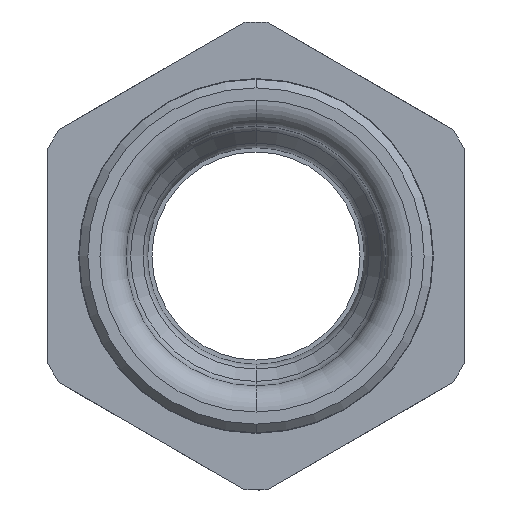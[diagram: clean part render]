
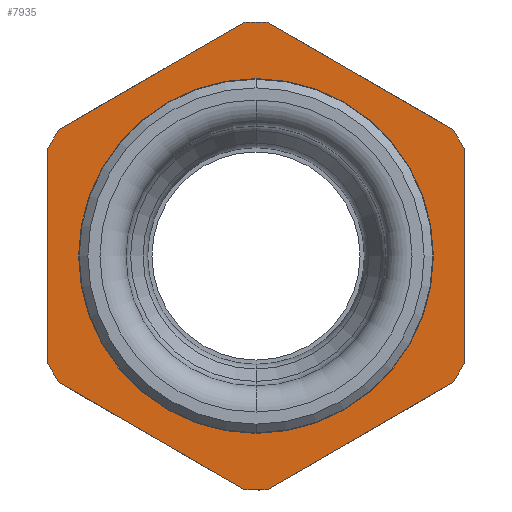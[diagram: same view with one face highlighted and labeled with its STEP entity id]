
A CAD part, front view. The second image highlights one B-rep face of the part: STEP entity #7935.
In plain terms, the highlighted planar face has unit normal (0, -1, 0).
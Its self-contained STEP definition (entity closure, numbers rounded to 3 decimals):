
#47 = ORIENTED_EDGE ( 'NONE', *, *, #8976, .F. ) ;
#121 = EDGE_CURVE ( 'NONE', #470, #17979, #18963, .T. ) ;
#377 = DIRECTION ( 'NONE',  ( 0., 0., 1. ) ) ;
#399 = AXIS2_PLACEMENT_3D ( 'NONE', #18656, #9076, #20252 ) ;
#449 = CARTESIAN_POINT ( 'NONE',  ( 0.644, -6.75, 13.485 ) ) ;
#459 = EDGE_LOOP ( 'NONE', ( #787, #47 ) ) ;
#468 = VERTEX_POINT ( 'NONE', #3572 ) ;
#470 = VERTEX_POINT ( 'NONE', #16424 ) ;
#486 = EDGE_CURVE ( 'NONE', #19969, #8078, #9234, .T. ) ;
#512 = CARTESIAN_POINT ( 'NONE',  ( 0., -6.75, 0. ) ) ;
#556 = DIRECTION ( 'NONE',  ( 0., 0., -1. ) ) ;
#751 = DIRECTION ( 'NONE',  ( 0., 0., -1. ) ) ;
#787 = ORIENTED_EDGE ( 'NONE', *, *, #486, .F. ) ;
#873 = CARTESIAN_POINT ( 'NONE',  ( 0.644, -6.75, -13.485 ) ) ;
#1048 = ORIENTED_EDGE ( 'NONE', *, *, #8162, .F. ) ;
#1397 = CARTESIAN_POINT ( 'NONE',  ( 12., -6.75, 6.928 ) ) ;
#1469 = EDGE_CURVE ( 'NONE', #16297, #12452, #15456, .T. ) ;
#1473 = AXIS2_PLACEMENT_3D ( 'NONE', #15760, #6214, #17374 ) ;
#1767 = CARTESIAN_POINT ( 'NONE',  ( 0., -6.75, 13.856 ) ) ;
#2067 = DIRECTION ( 'NONE',  ( 0., 0., 1. ) ) ;
#2099 = FACE_BOUND ( 'NONE', #459, .T. ) ;
#2114 = DIRECTION ( 'NONE',  ( 0., 0., -1. ) ) ;
#2118 = CIRCLE ( 'NONE', #18224, 13.5 ) ;
#2656 = CIRCLE ( 'NONE', #16858, 13.5 ) ;
#2934 = DIRECTION ( 'NONE',  ( 0., 0., -1. ) ) ;
#2967 = ORIENTED_EDGE ( 'NONE', *, *, #8134, .F. ) ;
#3082 = CARTESIAN_POINT ( 'NONE',  ( 0., -6.75, 0. ) ) ;
#3084 = CIRCLE ( 'NONE', #5130, 13.5 ) ;
#3506 = EDGE_CURVE ( 'NONE', #14405, #4858, #5686, .T. ) ;
#3527 = CARTESIAN_POINT ( 'NONE',  ( 0., -6.75, 0. ) ) ;
#3572 = CARTESIAN_POINT ( 'NONE',  ( -12., -6.75, 6.185 ) ) ;
#4601 = DIRECTION ( 'NONE',  ( 0., 0., 1. ) ) ;
#4613 = CARTESIAN_POINT ( 'NONE',  ( 11.356, -6.75, 7.3 ) ) ;
#4700 = DIRECTION ( 'NONE',  ( 0., 0., 1. ) ) ;
#4760 = ORIENTED_EDGE ( 'NONE', *, *, #10655, .F. ) ;
#4858 = VERTEX_POINT ( 'NONE', #4613 ) ;
#5130 = AXIS2_PLACEMENT_3D ( 'NONE', #16388, #6853, #18027 ) ;
#5191 = EDGE_CURVE ( 'NONE', #15490, #12901, #2656, .T. ) ;
#5371 = AXIS2_PLACEMENT_3D ( 'NONE', #19702, #10120, #556 ) ;
#5488 = CARTESIAN_POINT ( 'NONE',  ( 0., -6.75, -13.856 ) ) ;
#5686 = LINE ( 'NONE', #1767, #17932 ) ;
#6214 = DIRECTION ( 'NONE',  ( 0., 1., 0. ) ) ;
#6275 = ORIENTED_EDGE ( 'NONE', *, *, #12904, .F. ) ;
#6382 = CARTESIAN_POINT ( 'NONE',  ( 12., -6.75, 6.185 ) ) ;
#6394 = EDGE_CURVE ( 'NONE', #17979, #16297, #2118, .T. ) ;
#6849 = ORIENTED_EDGE ( 'NONE', *, *, #20686, .F. ) ;
#6853 = DIRECTION ( 'NONE',  ( 0., 1., 0. ) ) ;
#6866 = CARTESIAN_POINT ( 'NONE',  ( 0., -6.75, 0. ) ) ;
#7425 = CARTESIAN_POINT ( 'NONE',  ( -12., -6.75, 6.928 ) ) ;
#7594 = VERTEX_POINT ( 'NONE', #19292 ) ;
#7650 = CARTESIAN_POINT ( 'NONE',  ( -0.644, -6.75, -13.485 ) ) ;
#7935 = ADVANCED_FACE ( 'NONE', ( #2099, #12834 ), #19903, .T. ) ;
#8010 = DIRECTION ( 'NONE',  ( -0.866, 0., -0.5 ) ) ;
#8078 = VERTEX_POINT ( 'NONE', #15349 ) ;
#8113 = CIRCLE ( 'NONE', #399, 13.5 ) ;
#8134 = EDGE_CURVE ( 'NONE', #12452, #17557, #8113, .T. ) ;
#8162 = EDGE_CURVE ( 'NONE', #4858, #16499, #15094, .T. ) ;
#8382 = ORIENTED_EDGE ( 'NONE', *, *, #12388, .F. ) ;
#8462 = DIRECTION ( 'NONE',  ( 0., 0., 1. ) ) ;
#8974 = DIRECTION ( 'NONE',  ( -0.866, 0., 0.5 ) ) ;
#8976 = EDGE_CURVE ( 'NONE', #8078, #19969, #9432, .T. ) ;
#9022 = DIRECTION ( 'NONE',  ( 0.866, 0., 0.5 ) ) ;
#9040 = CIRCLE ( 'NONE', #14353, 13.5 ) ;
#9076 = DIRECTION ( 'NONE',  ( 0., 1., 0. ) ) ;
#9234 = CIRCLE ( 'NONE', #10705, 10.234 ) ;
#9241 = VECTOR ( 'NONE', #2934, 1000. ) ;
#9432 = CIRCLE ( 'NONE', #5371, 10.234 ) ;
#9942 = DIRECTION ( 'NONE',  ( 0., 1., 0. ) ) ;
#10120 = DIRECTION ( 'NONE',  ( 0., -1., 0. ) ) ;
#10591 = AXIS2_PLACEMENT_3D ( 'NONE', #6866, #18040, #8462 ) ;
#10655 = EDGE_CURVE ( 'NONE', #7594, #470, #14603, .T. ) ;
#10693 = DIRECTION ( 'NONE',  ( 0., 1., 0. ) ) ;
#10705 = AXIS2_PLACEMENT_3D ( 'NONE', #512, #11676, #2114 ) ;
#10941 = CARTESIAN_POINT ( 'NONE',  ( -12., -6.75, -6.928 ) ) ;
#10983 = VERTEX_POINT ( 'NONE', #15299 ) ;
#11058 = EDGE_CURVE ( 'NONE', #10983, #15490, #15356, .T. ) ;
#11308 = VECTOR ( 'NONE', #4601, 1000. ) ;
#11391 = DIRECTION ( 'NONE',  ( 0.866, 0., -0.5 ) ) ;
#11676 = DIRECTION ( 'NONE',  ( 0., -1., 0. ) ) ;
#11688 = VECTOR ( 'NONE', #8974, 1000. ) ;
#12023 = ORIENTED_EDGE ( 'NONE', *, *, #6394, .F. ) ;
#12388 = EDGE_CURVE ( 'NONE', #12901, #14405, #3084, .T. ) ;
#12409 = ORIENTED_EDGE ( 'NONE', *, *, #15848, .F. ) ;
#12452 = VERTEX_POINT ( 'NONE', #13316 ) ;
#12834 = FACE_OUTER_BOUND ( 'NONE', #13835, .T. ) ;
#12901 = VERTEX_POINT ( 'NONE', #18932 ) ;
#12904 = EDGE_CURVE ( 'NONE', #17557, #468, #15580, .T. ) ;
#13183 = ORIENTED_EDGE ( 'NONE', *, *, #5191, .F. ) ;
#13285 = ORIENTED_EDGE ( 'NONE', *, *, #121, .F. ) ;
#13316 = CARTESIAN_POINT ( 'NONE',  ( -11.356, -6.75, -7.3 ) ) ;
#13576 = ORIENTED_EDGE ( 'NONE', *, *, #3506, .F. ) ;
#13651 = AXIS2_PLACEMENT_3D ( 'NONE', #18299, #19833, #751 ) ;
#13835 = EDGE_LOOP ( 'NONE', ( #4760, #6849, #1048, #13576, #8382, #13183, #17491, #12409, #6275, #2967, #19532, #12023, #13285 ) ) ;
#14022 = CARTESIAN_POINT ( 'NONE',  ( -0.644, -6.75, 13.485 ) ) ;
#14274 = DIRECTION ( 'NONE',  ( 0., 1., 0. ) ) ;
#14353 = AXIS2_PLACEMENT_3D ( 'NONE', #19531, #9942, #377 ) ;
#14405 = VERTEX_POINT ( 'NONE', #449 ) ;
#14603 = CIRCLE ( 'NONE', #10591, 13.5 ) ;
#15094 = CIRCLE ( 'NONE', #1473, 13.5 ) ;
#15299 = CARTESIAN_POINT ( 'NONE',  ( -11.356, -6.75, 7.3 ) ) ;
#15349 = CARTESIAN_POINT ( 'NONE',  ( 0., -6.75, -10.234 ) ) ;
#15356 = LINE ( 'NONE', #7425, #15851 ) ;
#15456 = LINE ( 'NONE', #5488, #11688 ) ;
#15490 = VERTEX_POINT ( 'NONE', #14022 ) ;
#15580 = LINE ( 'NONE', #10941, #11308 ) ;
#15760 = CARTESIAN_POINT ( 'NONE',  ( 0., -6.75, 0. ) ) ;
#15848 = EDGE_CURVE ( 'NONE', #468, #10983, #9040, .T. ) ;
#15851 = VECTOR ( 'NONE', #9022, 1000. ) ;
#16287 = CARTESIAN_POINT ( 'NONE',  ( 0., -6.75, 10.234 ) ) ;
#16297 = VERTEX_POINT ( 'NONE', #7650 ) ;
#16388 = CARTESIAN_POINT ( 'NONE',  ( 0., -6.75, 0. ) ) ;
#16424 = CARTESIAN_POINT ( 'NONE',  ( 11.356, -6.75, -7.3 ) ) ;
#16499 = VERTEX_POINT ( 'NONE', #6382 ) ;
#16858 = AXIS2_PLACEMENT_3D ( 'NONE', #3527, #10693, #2067 ) ;
#17227 = LINE ( 'NONE', #1397, #9241 ) ;
#17294 = CARTESIAN_POINT ( 'NONE',  ( 12., -6.75, -6.928 ) ) ;
#17374 = DIRECTION ( 'NONE',  ( 0., 0., 1. ) ) ;
#17491 = ORIENTED_EDGE ( 'NONE', *, *, #11058, .F. ) ;
#17557 = VERTEX_POINT ( 'NONE', #19207 ) ;
#17932 = VECTOR ( 'NONE', #11391, 1000. ) ;
#17941 = VECTOR ( 'NONE', #8010, 1000. ) ;
#17979 = VERTEX_POINT ( 'NONE', #873 ) ;
#18027 = DIRECTION ( 'NONE',  ( 0., 0., 1. ) ) ;
#18040 = DIRECTION ( 'NONE',  ( 0., 1., 0. ) ) ;
#18224 = AXIS2_PLACEMENT_3D ( 'NONE', #3082, #14274, #4700 ) ;
#18299 = CARTESIAN_POINT ( 'NONE',  ( -13.5, -6.75, 0. ) ) ;
#18656 = CARTESIAN_POINT ( 'NONE',  ( 0., -6.75, 0. ) ) ;
#18932 = CARTESIAN_POINT ( 'NONE',  ( 0., -6.75, 13.5 ) ) ;
#18963 = LINE ( 'NONE', #17294, #17941 ) ;
#19207 = CARTESIAN_POINT ( 'NONE',  ( -12., -6.75, -6.185 ) ) ;
#19292 = CARTESIAN_POINT ( 'NONE',  ( 12., -6.75, -6.185 ) ) ;
#19531 = CARTESIAN_POINT ( 'NONE',  ( 0., -6.75, 0. ) ) ;
#19532 = ORIENTED_EDGE ( 'NONE', *, *, #1469, .F. ) ;
#19702 = CARTESIAN_POINT ( 'NONE',  ( 0., -6.75, 0. ) ) ;
#19833 = DIRECTION ( 'NONE',  ( 0., -1., 0. ) ) ;
#19903 = PLANE ( 'NONE',  #13651 ) ;
#19969 = VERTEX_POINT ( 'NONE', #16287 ) ;
#20252 = DIRECTION ( 'NONE',  ( 0., 0., 1. ) ) ;
#20686 = EDGE_CURVE ( 'NONE', #16499, #7594, #17227, .T. ) ;
